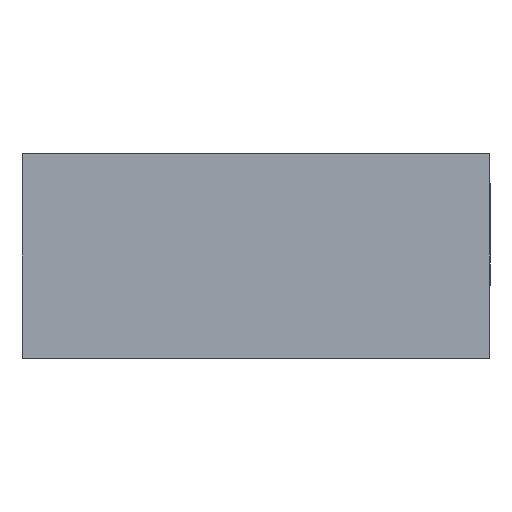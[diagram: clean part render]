
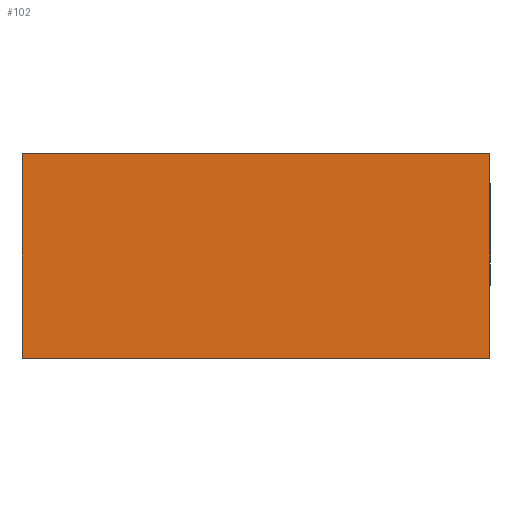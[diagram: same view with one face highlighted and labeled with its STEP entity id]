
A CAD part, left-side view. The second image highlights one B-rep face of the part: STEP entity #102.
In plain terms, the highlighted planar face has unit normal (-1, 0, 0).
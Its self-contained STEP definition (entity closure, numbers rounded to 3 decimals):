
#102=ADVANCED_FACE('',(#190),#1631,.T.);
#190=FACE_OUTER_BOUND('',#298,.T.);
#298=EDGE_LOOP('',(#614,#615,#616,#617));
#614=ORIENTED_EDGE('',*,*,#1000,.T.);
#615=ORIENTED_EDGE('',*,*,#998,.T.);
#616=ORIENTED_EDGE('',*,*,#1001,.F.);
#617=ORIENTED_EDGE('',*,*,#999,.F.);
#998=EDGE_CURVE('',#1470,#1471,#1323,.T.);
#999=EDGE_CURVE('',#1472,#1473,#1324,.T.);
#1000=EDGE_CURVE('',#1472,#1470,#1325,.T.);
#1001=EDGE_CURVE('',#1473,#1471,#1326,.T.);
#1323=B_SPLINE_CURVE_WITH_KNOTS('',1,(#3609,#3610),.UNSPECIFIED.,.F.,.F.,
(2,2),(0.,35.),.UNSPECIFIED.);
#1324=B_SPLINE_CURVE_WITH_KNOTS('',1,(#3611,#3612),.UNSPECIFIED.,.F.,.F.,
(2,2),(0.,35.),.UNSPECIFIED.);
#1325=B_SPLINE_CURVE_WITH_KNOTS('',1,(#3613,#3614),.UNSPECIFIED.,.F.,.F.,
(2,2),(268.,348.),.UNSPECIFIED.);
#1326=B_SPLINE_CURVE_WITH_KNOTS('',1,(#3615,#3616),.UNSPECIFIED.,.F.,.F.,
(2,2),(268.,348.),.UNSPECIFIED.);
#1470=VERTEX_POINT('',#3521);
#1471=VERTEX_POINT('',#3522);
#1472=VERTEX_POINT('',#3523);
#1473=VERTEX_POINT('',#3524);
#1631=PLANE('',#1673);
#1673=AXIS2_PLACEMENT_3D('',#3109,#1698,$);
#1698=DIRECTION('',(-1.,0.,0.));
#3109=CARTESIAN_POINT('',(-118.,40.,0.));
#3521=CARTESIAN_POINT('',(-118.,-40.,0.));
#3522=CARTESIAN_POINT('',(-118.,-40.,35.));
#3523=CARTESIAN_POINT('',(-118.,40.,0.));
#3524=CARTESIAN_POINT('',(-118.,40.,35.));
#3609=CARTESIAN_POINT('',(-118.,-40.,0.));
#3610=CARTESIAN_POINT('',(-118.,-40.,35.));
#3611=CARTESIAN_POINT('',(-118.,40.,0.));
#3612=CARTESIAN_POINT('',(-118.,40.,35.));
#3613=CARTESIAN_POINT('',(-118.,40.,0.));
#3614=CARTESIAN_POINT('',(-118.,-40.,0.));
#3615=CARTESIAN_POINT('',(-118.,40.,35.));
#3616=CARTESIAN_POINT('',(-118.,-40.,35.));
